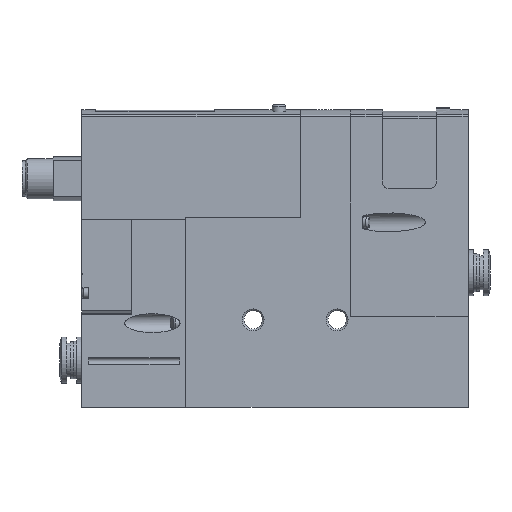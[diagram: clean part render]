
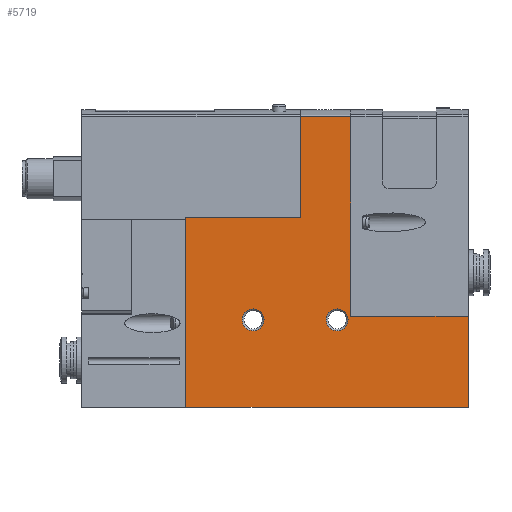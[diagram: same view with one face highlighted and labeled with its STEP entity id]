
A CAD part, top view. The second image highlights one B-rep face of the part: STEP entity #5719.
In plain terms, the highlighted planar face has unit normal (0, 0, 1).
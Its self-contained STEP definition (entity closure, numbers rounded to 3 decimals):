
#282=CIRCLE('',#6108,3.25);
#283=CIRCLE('',#6109,3.25);
#879=ORIENTED_EDGE('',*,*,#1698,.T.);
#880=ORIENTED_EDGE('',*,*,#1699,.T.);
#881=ORIENTED_EDGE('',*,*,#1694,.T.);
#882=ORIENTED_EDGE('',*,*,#1672,.T.);
#883=ORIENTED_EDGE('',*,*,#1497,.T.);
#884=ORIENTED_EDGE('',*,*,#1606,.T.);
#885=ORIENTED_EDGE('',*,*,#1680,.T.);
#886=ORIENTED_EDGE('',*,*,#1689,.T.);
#887=ORIENTED_EDGE('',*,*,#1691,.T.);
#888=ORIENTED_EDGE('',*,*,#1700,.T.);
#1497=EDGE_CURVE('',#1980,#1979,#2328,.T.);
#1606=EDGE_CURVE('',#1979,#2068,#2414,.T.);
#1672=EDGE_CURVE('',#2111,#1980,#2452,.T.);
#1680=EDGE_CURVE('',#2068,#2115,#2457,.T.);
#1689=EDGE_CURVE('',#2115,#2121,#2465,.T.);
#1691=EDGE_CURVE('',#2121,#2122,#2466,.T.);
#1694=EDGE_CURVE('',#2124,#2111,#2468,.T.);
#1698=EDGE_CURVE('',#2126,#2126,#282,.T.);
#1699=EDGE_CURVE('',#2127,#2127,#283,.T.);
#1700=EDGE_CURVE('',#2122,#2124,#2470,.T.);
#1979=VERTEX_POINT('',#7976);
#1980=VERTEX_POINT('',#7978);
#2068=VERTEX_POINT('',#8187);
#2111=VERTEX_POINT('',#8352);
#2115=VERTEX_POINT('',#8364);
#2121=VERTEX_POINT('',#8380);
#2122=VERTEX_POINT('',#8384);
#2124=VERTEX_POINT('',#8391);
#2126=VERTEX_POINT('',#8398);
#2127=VERTEX_POINT('',#8400);
#2328=LINE('',#7977,#2562);
#2414=LINE('',#8188,#2648);
#2452=LINE('',#8351,#2686);
#2457=LINE('',#8365,#2691);
#2465=LINE('',#8381,#2699);
#2466=LINE('',#8385,#2700);
#2468=LINE('',#8390,#2702);
#2470=LINE('',#8401,#2704);
#2562=VECTOR('',#6601,1000.);
#2648=VECTOR('',#6759,1000.);
#2686=VECTOR('',#6963,1000.);
#2691=VECTOR('',#6976,1000.);
#2699=VECTOR('',#6988,1000.);
#2700=VECTOR('',#6993,1000.);
#2702=VECTOR('',#6999,1000.);
#2704=VECTOR('',#7011,1000.);
#2892=EDGE_LOOP('',(#879));
#2893=EDGE_LOOP('',(#880));
#2894=EDGE_LOOP('',(#881,#882,#883,#884,#885,#886,#887,#888));
#3348=FACE_BOUND('',#2892,.T.);
#3349=FACE_BOUND('',#2893,.T.);
#3350=FACE_BOUND('',#2894,.T.);
#3724=PLANE('',#6107);
#5719=ADVANCED_FACE('',(#3348,#3349,#3350),#3724,.T.);
#6107=AXIS2_PLACEMENT_3D('',#8396,#7005,#7006);
#6108=AXIS2_PLACEMENT_3D('',#8397,#7007,#7008);
#6109=AXIS2_PLACEMENT_3D('',#8399,#7009,#7010);
#6601=DIRECTION('',(0.,-1.,0.));
#6759=DIRECTION('',(1.,0.,0.));
#6963=DIRECTION('',(-1.,0.,0.));
#6976=DIRECTION('',(0.,1.,0.));
#6988=DIRECTION('',(-1.,0.,0.));
#6993=DIRECTION('',(0.,1.,0.));
#6999=DIRECTION('',(0.,-1.,0.));
#7005=DIRECTION('',(0.,0.,1.));
#7006=DIRECTION('',(1.,0.,0.));
#7007=DIRECTION('',(0.,0.,-1.));
#7008=DIRECTION('',(-1.,0.,0.));
#7009=DIRECTION('',(0.,0.,-1.));
#7010=DIRECTION('',(-1.,0.,0.));
#7011=DIRECTION('',(-1.,0.,0.));
#7976=CARTESIAN_POINT('',(31.,0.,10.25));
#7977=CARTESIAN_POINT('',(31.,56.4,10.25));
#7978=CARTESIAN_POINT('',(31.,56.4,10.25));
#8187=CARTESIAN_POINT('',(115.,0.,10.25));
#8188=CARTESIAN_POINT('',(31.,0.,10.25));
#8351=CARTESIAN_POINT('',(65.1,56.4,10.25));
#8352=CARTESIAN_POINT('',(65.1,56.4,10.25));
#8364=CARTESIAN_POINT('',(115.,27.,10.25));
#8365=CARTESIAN_POINT('',(115.,0.,10.25));
#8380=CARTESIAN_POINT('',(79.999,27.,10.25));
#8381=CARTESIAN_POINT('',(115.,27.,10.25));
#8384=CARTESIAN_POINT('',(79.999,86.442,10.25));
#8385=CARTESIAN_POINT('',(79.999,27.,10.25));
#8390=CARTESIAN_POINT('',(65.1,90.,10.25));
#8391=CARTESIAN_POINT('',(65.1,86.442,10.25));
#8396=CARTESIAN_POINT('',(0.,0.,10.25));
#8397=CARTESIAN_POINT('',(76.,26.,10.25));
#8398=CARTESIAN_POINT('',(72.75,26.,10.25));
#8399=CARTESIAN_POINT('',(51.,26.,10.25));
#8400=CARTESIAN_POINT('',(47.75,26.,10.25));
#8401=CARTESIAN_POINT('',(80.,86.442,10.25));
